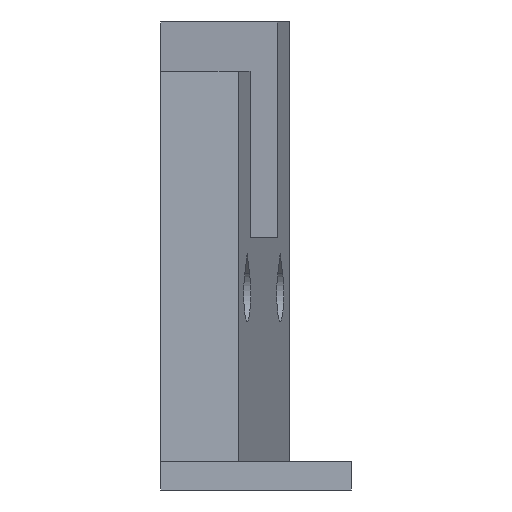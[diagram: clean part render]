
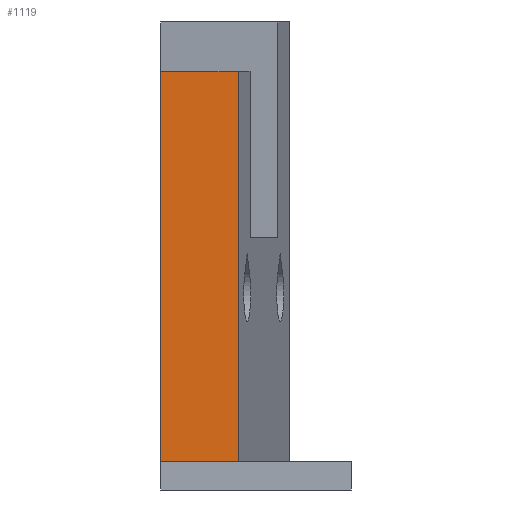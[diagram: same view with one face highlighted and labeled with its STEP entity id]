
A CAD part, left-side view. The second image highlights one B-rep face of the part: STEP entity #1119.
In plain terms, the highlighted planar face has unit normal (-1, 0, 0).
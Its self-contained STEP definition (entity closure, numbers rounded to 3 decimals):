
#91=FACE_OUTER_BOUND('',#155,.T.);
#155=EDGE_LOOP('',(#977,#978,#979,#980));
#254=LINE('',#1688,#398);
#272=LINE('',#1722,#416);
#276=LINE('',#1730,#420);
#298=LINE('',#1778,#442);
#398=VECTOR('',#1372,10.);
#416=VECTOR('',#1398,10.);
#420=VECTOR('',#1406,10.);
#442=VECTOR('',#1460,10.);
#527=VERTEX_POINT('',#1685);
#528=VERTEX_POINT('',#1687);
#540=VERTEX_POINT('',#1720);
#542=VERTEX_POINT('',#1729);
#656=EDGE_CURVE('',#528,#527,#254,.T.);
#674=EDGE_CURVE('',#540,#527,#272,.T.);
#678=EDGE_CURVE('',#542,#528,#276,.T.);
#702=EDGE_CURVE('',#542,#540,#298,.T.);
#977=ORIENTED_EDGE('',*,*,#656,.T.);
#978=ORIENTED_EDGE('',*,*,#674,.F.);
#979=ORIENTED_EDGE('',*,*,#702,.F.);
#980=ORIENTED_EDGE('',*,*,#678,.T.);
#1065=PLANE('',#1199);
#1119=ADVANCED_FACE('',(#91),#1065,.T.);
#1199=AXIS2_PLACEMENT_3D('',#1777,#1458,#1459);
#1372=DIRECTION('',(0.,1.,0.));
#1398=DIRECTION('',(0.,0.,1.));
#1406=DIRECTION('',(0.,0.,1.));
#1458=DIRECTION('center_axis',(-1.,0.,0.));
#1459=DIRECTION('ref_axis',(0.,-1.,0.));
#1460=DIRECTION('',(0.,1.,0.));
#1685=CARTESIAN_POINT('',(4.5,13.559,29.85));
#1687=CARTESIAN_POINT('',(4.5,8.059,29.85));
#1688=CARTESIAN_POINT('',(4.5,10.382,29.85));
#1720=CARTESIAN_POINT('',(4.5,13.559,2.));
#1722=CARTESIAN_POINT('',(4.5,13.559,2.));
#1729=CARTESIAN_POINT('',(4.5,8.059,2.));
#1730=CARTESIAN_POINT('',(4.5,8.059,2.));
#1777=CARTESIAN_POINT('Origin',(4.5,13.559,2.));
#1778=CARTESIAN_POINT('',(4.5,10.169,2.));
